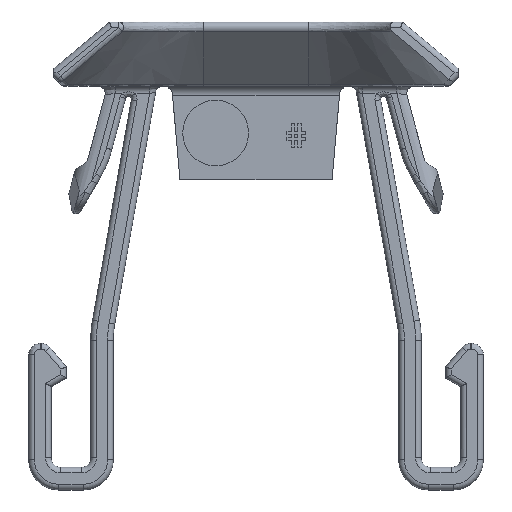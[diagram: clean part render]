
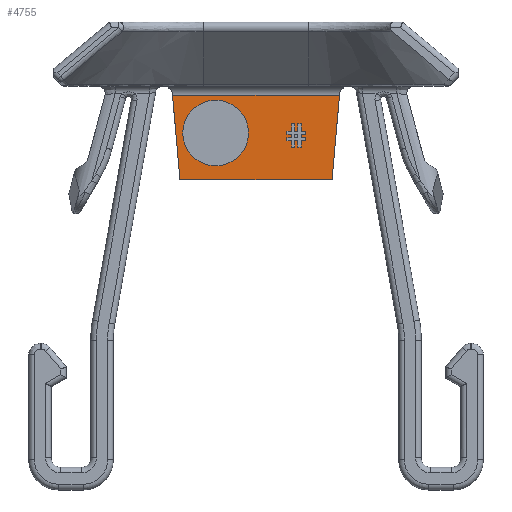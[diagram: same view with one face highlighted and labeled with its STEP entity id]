
A CAD part, top view. The second image highlights one B-rep face of the part: STEP entity #4755.
In plain terms, the highlighted planar face has unit normal (0, 0, 1).
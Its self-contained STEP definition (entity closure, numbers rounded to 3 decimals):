
#290=DIRECTION('',(-0.087,-0.996,0.));
#291=VECTOR('',#290,4.517);
#292=CARTESIAN_POINT('',(4.444,21.,1.9));
#293=LINE('',#292,#291);
#294=DIRECTION('',(-1.,0.,0.));
#295=VECTOR('',#294,8.1);
#296=CARTESIAN_POINT('',(4.05,16.5,1.9));
#297=LINE('',#296,#295);
#298=DIRECTION('',(0.087,-0.996,0.));
#299=VECTOR('',#298,4.517);
#300=CARTESIAN_POINT('',(-4.444,21.,1.9));
#301=LINE('',#300,#299);
#302=CARTESIAN_POINT('',(-2.15,19.,1.9));
#303=DIRECTION('',(0.,0.,1.));
#304=DIRECTION('',(1.,0.,0.));
#305=AXIS2_PLACEMENT_3D('',#302,#303,#304);
#307=CARTESIAN_POINT('',(-2.15,19.,1.9));
#308=DIRECTION('',(0.,0.,1.));
#309=DIRECTION('',(-1.,0.,0.));
#310=AXIS2_PLACEMENT_3D('',#307,#308,#309);
#312=DIRECTION('',(0.,-1.,0.));
#313=VECTOR('',#312,0.34);
#314=CARTESIAN_POINT('',(2.233,18.59,1.9));
#315=LINE('',#314,#313);
#316=DIRECTION('',(1.,0.,0.));
#317=VECTOR('',#316,0.167);
#318=CARTESIAN_POINT('',(2.233,18.25,1.9));
#319=LINE('',#318,#317);
#320=DIRECTION('',(0.,1.,0.));
#321=VECTOR('',#320,0.34);
#322=CARTESIAN_POINT('',(2.4,18.25,1.9));
#323=LINE('',#322,#321);
#324=DIRECTION('',(1.,0.,0.));
#325=VECTOR('',#324,0.25);
#326=CARTESIAN_POINT('',(2.4,18.59,1.9));
#327=LINE('',#326,#325);
#328=DIRECTION('',(0.,1.,0.));
#329=VECTOR('',#328,0.17);
#330=CARTESIAN_POINT('',(2.65,18.59,1.9));
#331=LINE('',#330,#329);
#332=DIRECTION('',(-1.,0.,0.));
#333=VECTOR('',#332,0.25);
#334=CARTESIAN_POINT('',(2.65,18.761,1.9));
#335=LINE('',#334,#333);
#336=DIRECTION('',(0.,1.,0.));
#337=VECTOR('',#336,0.17);
#338=CARTESIAN_POINT('',(2.4,18.761,1.9));
#339=LINE('',#338,#337);
#340=DIRECTION('',(1.,0.,0.));
#341=VECTOR('',#340,0.25);
#342=CARTESIAN_POINT('',(2.4,18.931,1.9));
#343=LINE('',#342,#341);
#344=DIRECTION('',(0.,1.,0.));
#345=VECTOR('',#344,0.17);
#346=CARTESIAN_POINT('',(2.65,18.931,1.9));
#347=LINE('',#346,#345);
#348=DIRECTION('',(-1.,0.,0.));
#349=VECTOR('',#348,0.25);
#350=CARTESIAN_POINT('',(2.65,19.101,1.9));
#351=LINE('',#350,#349);
#352=DIRECTION('',(0.,1.,0.));
#353=VECTOR('',#352,0.383);
#354=CARTESIAN_POINT('',(2.4,19.101,1.9));
#355=LINE('',#354,#353);
#356=DIRECTION('',(-1.,0.,0.));
#357=VECTOR('',#356,0.167);
#358=CARTESIAN_POINT('',(2.4,19.484,1.9));
#359=LINE('',#358,#357);
#360=DIRECTION('',(0.,-1.,0.));
#361=VECTOR('',#360,0.383);
#362=CARTESIAN_POINT('',(2.233,19.484,1.9));
#363=LINE('',#362,#361);
#364=DIRECTION('',(-1.,0.,0.));
#365=VECTOR('',#364,0.167);
#366=CARTESIAN_POINT('',(2.233,19.101,1.9));
#367=LINE('',#366,#365);
#368=DIRECTION('',(0.,1.,0.));
#369=VECTOR('',#368,0.383);
#370=CARTESIAN_POINT('',(2.067,19.101,1.9));
#371=LINE('',#370,#369);
#372=DIRECTION('',(-1.,0.,0.));
#373=VECTOR('',#372,0.167);
#374=CARTESIAN_POINT('',(2.067,19.484,1.9));
#375=LINE('',#374,#373);
#376=DIRECTION('',(0.,-1.,0.));
#377=VECTOR('',#376,0.383);
#378=CARTESIAN_POINT('',(1.9,19.484,1.9));
#379=LINE('',#378,#377);
#380=DIRECTION('',(-1.,0.,0.));
#381=VECTOR('',#380,0.25);
#382=CARTESIAN_POINT('',(1.9,19.101,1.9));
#383=LINE('',#382,#381);
#384=DIRECTION('',(0.,-1.,0.));
#385=VECTOR('',#384,0.17);
#386=CARTESIAN_POINT('',(1.65,19.101,1.9));
#387=LINE('',#386,#385);
#388=DIRECTION('',(1.,0.,0.));
#389=VECTOR('',#388,0.25);
#390=CARTESIAN_POINT('',(1.65,18.931,1.9));
#391=LINE('',#390,#389);
#392=DIRECTION('',(0.,-1.,0.));
#393=VECTOR('',#392,0.17);
#394=CARTESIAN_POINT('',(1.9,18.931,1.9));
#395=LINE('',#394,#393);
#396=DIRECTION('',(-1.,0.,0.));
#397=VECTOR('',#396,0.25);
#398=CARTESIAN_POINT('',(1.9,18.761,1.9));
#399=LINE('',#398,#397);
#400=DIRECTION('',(0.,-1.,0.));
#401=VECTOR('',#400,0.17);
#402=CARTESIAN_POINT('',(1.65,18.761,1.9));
#403=LINE('',#402,#401);
#404=DIRECTION('',(1.,0.,0.));
#405=VECTOR('',#404,0.25);
#406=CARTESIAN_POINT('',(1.65,18.59,1.9));
#407=LINE('',#406,#405);
#408=DIRECTION('',(0.,-1.,0.));
#409=VECTOR('',#408,0.34);
#410=CARTESIAN_POINT('',(1.9,18.59,1.9));
#411=LINE('',#410,#409);
#412=DIRECTION('',(1.,0.,0.));
#413=VECTOR('',#412,0.167);
#414=CARTESIAN_POINT('',(1.9,18.25,1.9));
#415=LINE('',#414,#413);
#416=DIRECTION('',(0.,1.,0.));
#417=VECTOR('',#416,0.34);
#418=CARTESIAN_POINT('',(2.067,18.25,1.9));
#419=LINE('',#418,#417);
#420=DIRECTION('',(1.,0.,0.));
#421=VECTOR('',#420,0.167);
#422=CARTESIAN_POINT('',(2.067,18.59,1.9));
#423=LINE('',#422,#421);
#454=DIRECTION('',(-1.,0.,0.));
#455=VECTOR('',#454,8.887);
#456=CARTESIAN_POINT('',(4.444,21.,1.9));
#457=LINE('',#456,#455);
#482=CARTESIAN_POINT('',(4.444,21.,1.9));
#509=CARTESIAN_POINT('',(-4.444,21.,1.9));
#3674=VERTEX_POINT('',#509);
#3675=CARTESIAN_POINT('',(-4.05,16.5,1.9));
#3676=VERTEX_POINT('',#3675);
#3962=VERTEX_POINT('',#482);
#3963=CARTESIAN_POINT('',(4.05,16.5,1.9));
#3964=VERTEX_POINT('',#3963);
#4395=CARTESIAN_POINT('',(-0.4,19.,1.9));
#4396=CARTESIAN_POINT('',(-3.9,19.,1.9));
#4397=VERTEX_POINT('',#4395);
#4398=VERTEX_POINT('',#4396);
#4399=CARTESIAN_POINT('',(2.233,18.59,1.9));
#4400=CARTESIAN_POINT('',(2.233,18.25,1.9));
#4401=VERTEX_POINT('',#4399);
#4402=VERTEX_POINT('',#4400);
#4403=CARTESIAN_POINT('',(2.4,18.25,1.9));
#4404=VERTEX_POINT('',#4403);
#4405=CARTESIAN_POINT('',(2.4,18.59,1.9));
#4406=VERTEX_POINT('',#4405);
#4407=CARTESIAN_POINT('',(2.65,18.59,1.9));
#4408=VERTEX_POINT('',#4407);
#4409=CARTESIAN_POINT('',(2.65,18.761,1.9));
#4410=VERTEX_POINT('',#4409);
#4411=CARTESIAN_POINT('',(2.4,18.761,1.9));
#4412=VERTEX_POINT('',#4411);
#4413=CARTESIAN_POINT('',(2.4,18.931,1.9));
#4414=VERTEX_POINT('',#4413);
#4415=CARTESIAN_POINT('',(2.65,18.931,1.9));
#4416=VERTEX_POINT('',#4415);
#4417=CARTESIAN_POINT('',(2.65,19.101,1.9));
#4418=VERTEX_POINT('',#4417);
#4419=CARTESIAN_POINT('',(2.4,19.101,1.9));
#4420=VERTEX_POINT('',#4419);
#4421=CARTESIAN_POINT('',(2.4,19.484,1.9));
#4422=VERTEX_POINT('',#4421);
#4423=CARTESIAN_POINT('',(2.233,19.484,1.9));
#4424=VERTEX_POINT('',#4423);
#4425=CARTESIAN_POINT('',(2.233,19.101,1.9));
#4426=VERTEX_POINT('',#4425);
#4427=CARTESIAN_POINT('',(2.067,19.101,1.9));
#4428=VERTEX_POINT('',#4427);
#4429=CARTESIAN_POINT('',(2.067,19.484,1.9));
#4430=VERTEX_POINT('',#4429);
#4431=CARTESIAN_POINT('',(1.9,19.484,1.9));
#4432=VERTEX_POINT('',#4431);
#4433=CARTESIAN_POINT('',(1.9,19.101,1.9));
#4434=VERTEX_POINT('',#4433);
#4435=CARTESIAN_POINT('',(1.65,19.101,1.9));
#4436=VERTEX_POINT('',#4435);
#4437=CARTESIAN_POINT('',(1.65,18.931,1.9));
#4438=VERTEX_POINT('',#4437);
#4439=CARTESIAN_POINT('',(1.9,18.931,1.9));
#4440=VERTEX_POINT('',#4439);
#4441=CARTESIAN_POINT('',(1.9,18.761,1.9));
#4442=VERTEX_POINT('',#4441);
#4443=CARTESIAN_POINT('',(1.65,18.761,1.9));
#4444=VERTEX_POINT('',#4443);
#4445=CARTESIAN_POINT('',(1.65,18.59,1.9));
#4446=VERTEX_POINT('',#4445);
#4447=CARTESIAN_POINT('',(1.9,18.59,1.9));
#4448=VERTEX_POINT('',#4447);
#4449=CARTESIAN_POINT('',(1.9,18.25,1.9));
#4450=VERTEX_POINT('',#4449);
#4451=CARTESIAN_POINT('',(2.067,18.25,1.9));
#4452=VERTEX_POINT('',#4451);
#4453=CARTESIAN_POINT('',(2.067,18.59,1.9));
#4454=VERTEX_POINT('',#4453);
#4677=CARTESIAN_POINT('',(0.,0.,1.9));
#4678=DIRECTION('',(0.,0.,1.));
#4679=DIRECTION('',(1.,0.,0.));
#4680=AXIS2_PLACEMENT_3D('',#4677,#4678,#4679);
#4681=PLANE('',#4680);
#4683=ORIENTED_EDGE('',*,*,#4682,.F.);
#4685=ORIENTED_EDGE('',*,*,#4684,.T.);
#4686=ORIENTED_EDGE('',*,*,#4667,.T.);
#4688=ORIENTED_EDGE('',*,*,#4687,.F.);
#4689=EDGE_LOOP('',(#4683,#4685,#4686,#4688));
#4690=FACE_OUTER_BOUND('',#4689,.F.);
#4692=ORIENTED_EDGE('',*,*,#4691,.T.);
#4694=ORIENTED_EDGE('',*,*,#4693,.T.);
#4695=EDGE_LOOP('',(#4692,#4694));
#4696=FACE_BOUND('',#4695,.F.);
#4698=ORIENTED_EDGE('',*,*,#4697,.T.);
#4700=ORIENTED_EDGE('',*,*,#4699,.T.);
#4702=ORIENTED_EDGE('',*,*,#4701,.T.);
#4704=ORIENTED_EDGE('',*,*,#4703,.T.);
#4706=ORIENTED_EDGE('',*,*,#4705,.T.);
#4708=ORIENTED_EDGE('',*,*,#4707,.T.);
#4710=ORIENTED_EDGE('',*,*,#4709,.T.);
#4712=ORIENTED_EDGE('',*,*,#4711,.T.);
#4714=ORIENTED_EDGE('',*,*,#4713,.T.);
#4716=ORIENTED_EDGE('',*,*,#4715,.T.);
#4718=ORIENTED_EDGE('',*,*,#4717,.T.);
#4720=ORIENTED_EDGE('',*,*,#4719,.T.);
#4722=ORIENTED_EDGE('',*,*,#4721,.T.);
#4724=ORIENTED_EDGE('',*,*,#4723,.T.);
#4726=ORIENTED_EDGE('',*,*,#4725,.T.);
#4728=ORIENTED_EDGE('',*,*,#4727,.T.);
#4730=ORIENTED_EDGE('',*,*,#4729,.T.);
#4732=ORIENTED_EDGE('',*,*,#4731,.T.);
#4734=ORIENTED_EDGE('',*,*,#4733,.T.);
#4736=ORIENTED_EDGE('',*,*,#4735,.T.);
#4738=ORIENTED_EDGE('',*,*,#4737,.T.);
#4740=ORIENTED_EDGE('',*,*,#4739,.T.);
#4742=ORIENTED_EDGE('',*,*,#4741,.T.);
#4744=ORIENTED_EDGE('',*,*,#4743,.T.);
#4746=ORIENTED_EDGE('',*,*,#4745,.T.);
#4748=ORIENTED_EDGE('',*,*,#4747,.T.);
#4750=ORIENTED_EDGE('',*,*,#4749,.T.);
#4752=ORIENTED_EDGE('',*,*,#4751,.T.);
#4753=EDGE_LOOP('',(#4698,#4700,#4702,#4704,#4706,#4708,#4710,#4712,#4714,#4716,
#4718,#4720,#4722,#4724,#4726,#4728,#4730,#4732,#4734,#4736,#4738,#4740,#4742,
#4744,#4746,#4748,#4750,#4752));
#4754=FACE_BOUND('',#4753,.F.);
#4755=ADVANCED_FACE('',(#4690,#4696,#4754),#4681,.T.);
#306=CIRCLE('',#305,1.75);
#311=CIRCLE('',#310,1.75);
#4667=EDGE_CURVE('',#3964,#3676,#297,.T.);
#4682=EDGE_CURVE('',#3962,#3674,#457,.T.);
#4684=EDGE_CURVE('',#3962,#3964,#293,.T.);
#4687=EDGE_CURVE('',#3674,#3676,#301,.T.);
#4691=EDGE_CURVE('',#4397,#4398,#306,.T.);
#4693=EDGE_CURVE('',#4398,#4397,#311,.T.);
#4697=EDGE_CURVE('',#4401,#4402,#315,.T.);
#4699=EDGE_CURVE('',#4402,#4404,#319,.T.);
#4701=EDGE_CURVE('',#4404,#4406,#323,.T.);
#4703=EDGE_CURVE('',#4406,#4408,#327,.T.);
#4705=EDGE_CURVE('',#4408,#4410,#331,.T.);
#4707=EDGE_CURVE('',#4410,#4412,#335,.T.);
#4709=EDGE_CURVE('',#4412,#4414,#339,.T.);
#4711=EDGE_CURVE('',#4414,#4416,#343,.T.);
#4713=EDGE_CURVE('',#4416,#4418,#347,.T.);
#4715=EDGE_CURVE('',#4418,#4420,#351,.T.);
#4717=EDGE_CURVE('',#4420,#4422,#355,.T.);
#4719=EDGE_CURVE('',#4422,#4424,#359,.T.);
#4721=EDGE_CURVE('',#4424,#4426,#363,.T.);
#4723=EDGE_CURVE('',#4426,#4428,#367,.T.);
#4725=EDGE_CURVE('',#4428,#4430,#371,.T.);
#4727=EDGE_CURVE('',#4430,#4432,#375,.T.);
#4729=EDGE_CURVE('',#4432,#4434,#379,.T.);
#4731=EDGE_CURVE('',#4434,#4436,#383,.T.);
#4733=EDGE_CURVE('',#4436,#4438,#387,.T.);
#4735=EDGE_CURVE('',#4438,#4440,#391,.T.);
#4737=EDGE_CURVE('',#4440,#4442,#395,.T.);
#4739=EDGE_CURVE('',#4442,#4444,#399,.T.);
#4741=EDGE_CURVE('',#4444,#4446,#403,.T.);
#4743=EDGE_CURVE('',#4446,#4448,#407,.T.);
#4745=EDGE_CURVE('',#4448,#4450,#411,.T.);
#4747=EDGE_CURVE('',#4450,#4452,#415,.T.);
#4749=EDGE_CURVE('',#4452,#4454,#419,.T.);
#4751=EDGE_CURVE('',#4454,#4401,#423,.T.);
